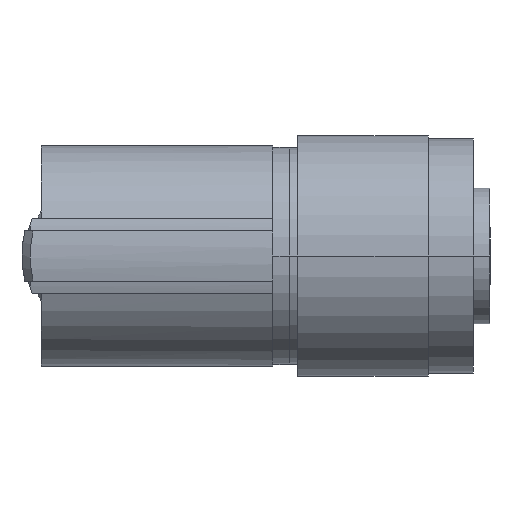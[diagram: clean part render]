
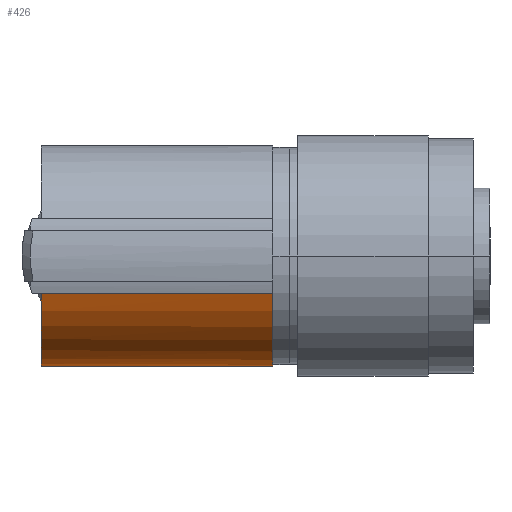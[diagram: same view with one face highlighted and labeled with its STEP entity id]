
A CAD part, left-side view. The second image highlights one B-rep face of the part: STEP entity #426.
In plain terms, the highlighted cylindrical face has radius 6.6 mm (diameter 13.2 mm), a partial arc.
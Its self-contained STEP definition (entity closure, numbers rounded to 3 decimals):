
#54 = EDGE_CURVE ( 'NONE', #69, #67, #894, .T. ) ;
#67 = VERTEX_POINT ( 'NONE', #1030 ) ;
#69 = VERTEX_POINT ( 'NONE', #1029 ) ;
#206 = EDGE_CURVE ( 'NONE', #207, #208, #1333, .T. ) ;
#207 = VERTEX_POINT ( 'NONE', #1332 ) ;
#208 = VERTEX_POINT ( 'NONE', #1334 ) ;
#262 = ORIENTED_EDGE ( 'NONE', *, *, #263, .T. ) ;
#263 = EDGE_CURVE ( 'NONE', #208, #422, #1212, .T. ) ;
#419 = VERTEX_POINT ( 'NONE', #1702 ) ;
#421 = EDGE_CURVE ( 'NONE', #422, #419, #1701, .T. ) ;
#422 = VERTEX_POINT ( 'NONE', #1697 ) ;
#426 = ADVANCED_FACE ( 'NONE', ( #1692 ), #1691, .T. ) ;
#427 = EDGE_LOOP ( 'NONE', ( #262, #632, #633, #636, #675, #677, #678, #680 ) ) ;
#632 = ORIENTED_EDGE ( 'NONE', *, *, #421, .T. ) ;
#633 = ORIENTED_EDGE ( 'NONE', *, *, #634, .T. ) ;
#634 = EDGE_CURVE ( 'NONE', #419, #635, #2090, .T. ) ;
#635 = VERTEX_POINT ( 'NONE', #2083 ) ;
#636 = ORIENTED_EDGE ( 'NONE', *, *, #637, .F. ) ;
#637 = EDGE_CURVE ( 'NONE', #638, #635, #2082, .T. ) ;
#638 = VERTEX_POINT ( 'NONE', #2078 ) ;
#675 = ORIENTED_EDGE ( 'NONE', *, *, #676, .F. ) ;
#676 = EDGE_CURVE ( 'NONE', #69, #638, #2138, .T. ) ;
#677 = ORIENTED_EDGE ( 'NONE', *, *, #54, .T. ) ;
#678 = ORIENTED_EDGE ( 'NONE', *, *, #679, .T. ) ;
#679 = EDGE_CURVE ( 'NONE', #67, #207, #2128, .T. ) ;
#680 = ORIENTED_EDGE ( 'NONE', *, *, #206, .T. ) ;
#682 = CARTESIAN_POINT ( 'NONE',  ( 6.205, -5.562, -2.25 ) ) ;
#687 = CARTESIAN_POINT ( 'NONE',  ( 6., 5.333, -2.75 ) ) ;
#688 = CARTESIAN_POINT ( 'NONE',  ( 6.001, 5.334, -2.747 ) ) ;
#689 = CARTESIAN_POINT ( 'NONE',  ( 6.003, 5.336, -2.743 ) ) ;
#690 = CARTESIAN_POINT ( 'NONE',  ( 6.005, 5.339, -2.739 ) ) ;
#892 = CARTESIAN_POINT ( 'NONE',  ( 6.006, 5.34, -2.736 ) ) ;
#894 = B_SPLINE_CURVE_WITH_KNOTS ( 'NONE', 3,
 ( #892, #690, #689, #688, #687 ),
 .UNSPECIFIED., .F., .F.,
 ( 4, 1, 4 ),
 ( 0.013, 0.013, 0.013 ),
 .UNSPECIFIED. ) ;
#1029 = CARTESIAN_POINT ( 'NONE',  ( 6.006, 5.34, -2.736 ) ) ;
#1030 = CARTESIAN_POINT ( 'NONE',  ( 6., 5.333, -2.75 ) ) ;
#1205 = CARTESIAN_POINT ( 'NONE',  ( 6.174, -5.528, -2.335 ) ) ;
#1206 = CARTESIAN_POINT ( 'NONE',  ( 6.141, -5.491, -2.42 ) ) ;
#1207 = CARTESIAN_POINT ( 'NONE',  ( 6.073, -5.415, -2.586 ) ) ;
#1208 = CARTESIAN_POINT ( 'NONE',  ( 6.037, -5.375, -2.669 ) ) ;
#1209 = CARTESIAN_POINT ( 'NONE',  ( 6., -5.333, -2.75 ) ) ;
#1212 = B_SPLINE_CURVE_WITH_KNOTS ( 'NONE', 3,
 ( #1209, #1208, #1207, #1206, #1205, #682 ),
 .UNSPECIFIED., .F., .F.,
 ( 4, 2, 4 ),
 ( 0.028, 0.028, 0.029 ),
 .UNSPECIFIED. ) ;
#1232 = CARTESIAN_POINT ( 'NONE',  ( 6., -5.333, -2.75 ) ) ;
#1233 = CARTESIAN_POINT ( 'NONE',  ( 5.924, -5.162, -2.915 ) ) ;
#1234 = CARTESIAN_POINT ( 'NONE',  ( 5.846, -4.982, -3.067 ) ) ;
#1235 = CARTESIAN_POINT ( 'NONE',  ( 5.689, -4.603, -3.35 ) ) ;
#1236 = CARTESIAN_POINT ( 'NONE',  ( 5.609, -4.403, -3.481 ) ) ;
#1237 = CARTESIAN_POINT ( 'NONE',  ( 5.375, -3.786, -3.841 ) ) ;
#1238 = CARTESIAN_POINT ( 'NONE',  ( 5.226, -3.353, -4.036 ) ) ;
#1239 = CARTESIAN_POINT ( 'NONE',  ( 4.968, -2.444, -4.35 ) ) ;
#1240 = CARTESIAN_POINT ( 'NONE',  ( 4.858, -1.964, -4.469 ) ) ;
#1241 = CARTESIAN_POINT ( 'NONE',  ( 4.708, -0.996, -4.627 ) ) ;
#1242 = CARTESIAN_POINT ( 'NONE',  ( 4.667, -0.503, -4.667 ) ) ;
#1331 = CARTESIAN_POINT ( 'NONE',  ( 4.667, 0., -4.667 ) ) ;
#1332 = CARTESIAN_POINT ( 'NONE',  ( 4.667, 0., -4.667 ) ) ;
#1333 = B_SPLINE_CURVE_WITH_KNOTS ( 'NONE', 3,
 ( #1331, #1242, #1241, #1240, #1239, #1238, #1237, #1236, #1235, #1234, #1233, #1232 ),
 .UNSPECIFIED., .F., .F.,
 ( 4, 2, 2, 2, 2, 4 ),
 ( 0.008, 0.01, 0.011, 0.013, 0.013, 0.014 ),
 .UNSPECIFIED. ) ;
#1334 = CARTESIAN_POINT ( 'NONE',  ( 6., -5.333, -2.75 ) ) ;
#1680 = DIRECTION ( 'NONE',  ( -1., 0., 0. ) ) ;
#1681 = DIRECTION ( 'NONE',  ( 0., 1., 0. ) ) ;
#1689 = CARTESIAN_POINT ( 'NONE',  ( 0., 5.34, 0. ) ) ;
#1690 = AXIS2_PLACEMENT_3D ( 'NONE', #1689, #1681, #1680 ) ;
#1691 = CYLINDRICAL_SURFACE ( 'NONE', #1690, 6.6 ) ;
#1692 = FACE_OUTER_BOUND ( 'NONE', #427, .T. ) ;
#1697 = CARTESIAN_POINT ( 'NONE',  ( 6.205, -5.562, -2.25 ) ) ;
#1698 = DIRECTION ( 'NONE',  ( 0., -1., 0. ) ) ;
#1699 = VECTOR ( 'NONE', #1698, 1000. ) ;
#1700 = CARTESIAN_POINT ( 'NONE',  ( 6.205, 5.34, -2.25 ) ) ;
#1701 = LINE ( 'NONE', #1700, #1699 ) ;
#1702 = CARTESIAN_POINT ( 'NONE',  ( 6.205, -8.5, -2.25 ) ) ;
#2078 = CARTESIAN_POINT ( 'NONE',  ( -6.205, 5.34, -2.25 ) ) ;
#2079 = DIRECTION ( 'NONE',  ( 0., -1., 0. ) ) ;
#2080 = VECTOR ( 'NONE', #2079, 1000. ) ;
#2081 = CARTESIAN_POINT ( 'NONE',  ( -6.205, 5.34, -2.25 ) ) ;
#2082 = LINE ( 'NONE', #2081, #2080 ) ;
#2083 = CARTESIAN_POINT ( 'NONE',  ( -6.205, -8.5, -2.25 ) ) ;
#2084 = DIRECTION ( 'NONE',  ( -1., 0., 0. ) ) ;
#2085 = DIRECTION ( 'NONE',  ( 0., 1., 0. ) ) ;
#2086 = CARTESIAN_POINT ( 'NONE',  ( 0., -8.5, 0. ) ) ;
#2087 = AXIS2_PLACEMENT_3D ( 'NONE', #2086, #2085, #2084 ) ;
#2090 = CIRCLE ( 'NONE', #2087, 6.6 ) ;
#2128 = B_SPLINE_CURVE_WITH_KNOTS ( 'NONE', 3,
 ( #2176, #2175, #2174, #2173, #2172, #2171, #2170, #2169, #2168, #2167, #2166, #2165 ),
 .UNSPECIFIED., .F., .F.,
 ( 4, 2, 2, 2, 2, 4 ),
 ( 0.002, 0.004, 0.005, 0.006, 0.007, 0.008 ),
 .UNSPECIFIED. ) ;
#2131 = DIRECTION ( 'NONE',  ( -1., 0., 0. ) ) ;
#2132 = DIRECTION ( 'NONE',  ( 0., 1., 0. ) ) ;
#2133 = CARTESIAN_POINT ( 'NONE',  ( 0., 5.34, 0. ) ) ;
#2134 = AXIS2_PLACEMENT_3D ( 'NONE', #2133, #2132, #2131 ) ;
#2138 = CIRCLE ( 'NONE', #2134, 6.6 ) ;
#2165 = CARTESIAN_POINT ( 'NONE',  ( 4.667, 0., -4.667 ) ) ;
#2166 = CARTESIAN_POINT ( 'NONE',  ( 4.667, 0.503, -4.667 ) ) ;
#2167 = CARTESIAN_POINT ( 'NONE',  ( 4.708, 0.998, -4.627 ) ) ;
#2168 = CARTESIAN_POINT ( 'NONE',  ( 4.82, 1.723, -4.509 ) ) ;
#2169 = CARTESIAN_POINT ( 'NONE',  ( 4.866, 1.962, -4.459 ) ) ;
#2170 = CARTESIAN_POINT ( 'NONE',  ( 4.972, 2.435, -4.341 ) ) ;
#2171 = CARTESIAN_POINT ( 'NONE',  ( 5.032, 2.671, -4.272 ) ) ;
#2172 = CARTESIAN_POINT ( 'NONE',  ( 5.227, 3.354, -4.035 ) ) ;
#2173 = CARTESIAN_POINT ( 'NONE',  ( 5.375, 3.787, -3.841 ) ) ;
#2174 = CARTESIAN_POINT ( 'NONE',  ( 5.685, 4.605, -3.364 ) ) ;
#2175 = CARTESIAN_POINT ( 'NONE',  ( 5.849, 4.992, -3.08 ) ) ;
#2176 = CARTESIAN_POINT ( 'NONE',  ( 6., 5.333, -2.75 ) ) ;
